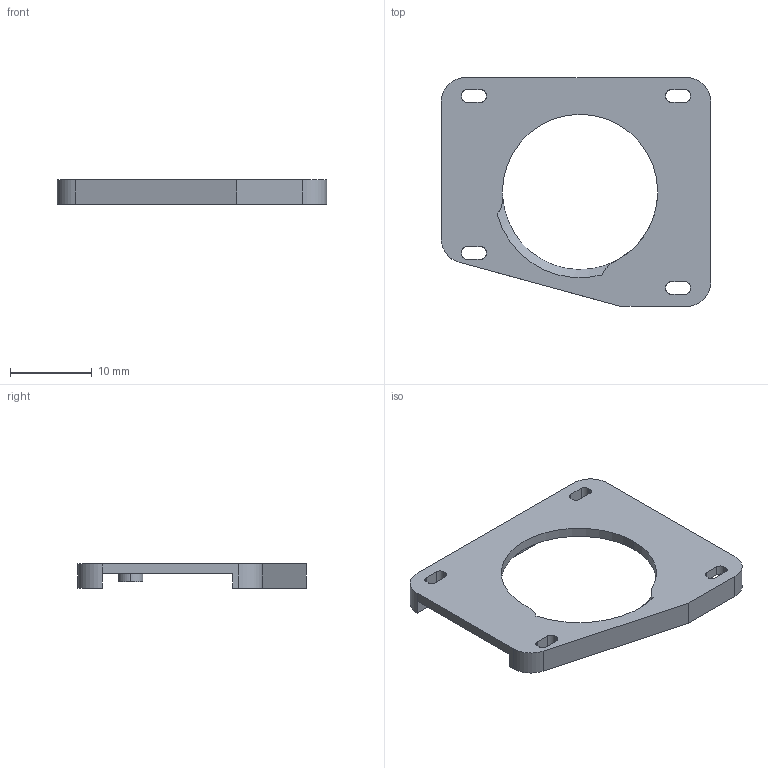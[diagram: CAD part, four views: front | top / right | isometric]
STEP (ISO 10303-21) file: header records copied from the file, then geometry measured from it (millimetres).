
FILE_DESCRIPTION (( 'STEP AP214' ), '1' );
FILE_NAME ('XRE speaker saver.STEP', '2023-12-05T21:16:30', ( '' ), ( '' ), 'SwSTEP 2.0', 'SolidWorks 2010', '' );
FILE_SCHEMA (( 'AUTOMOTIVE_DESIGN' ));
Length unit declared in the file: millimetre
Products named in the file (1): XRE speaker saver
Bounding box: 33 x 28 x 3 mm (x, y, z)
Volume: 960.3 mm3; surface area: 1639.1 mm2
Topology: 1 solids, 1 shells, 65 faces, 189 edges, 125 vertices
Faces by surface type: plane 33, cylinder 30, bspline 1, cone 1
Entity records: 2265 total; most frequent: CARTESIAN_POINT 446, ORIENTED_EDGE 378, DIRECTION 373, EDGE_CURVE 189, VERTEX_POINT 125, LINE 125, VECTOR 125, AXIS2_PLACEMENT_3D 124
